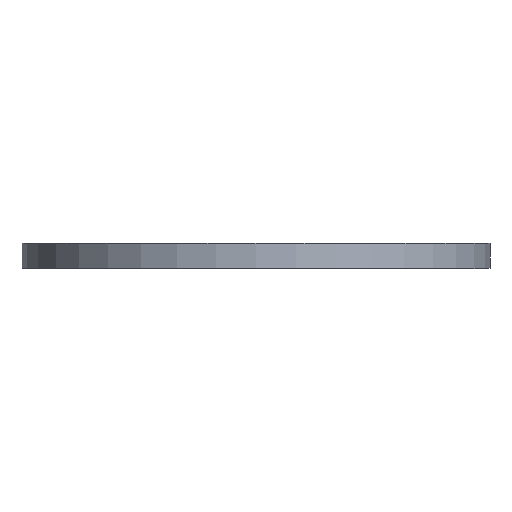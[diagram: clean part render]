
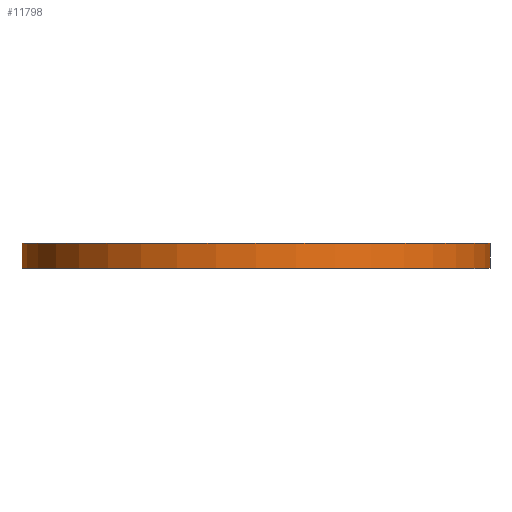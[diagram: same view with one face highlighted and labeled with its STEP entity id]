
A CAD part, top view. The second image highlights one B-rep face of the part: STEP entity #11798.
In plain terms, the highlighted cylindrical face has radius 75 mm (diameter 150 mm), a partial arc.
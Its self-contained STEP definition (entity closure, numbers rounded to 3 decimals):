
#811=FACE_OUTER_BOUND('',#1509,.T.);
#1509=EDGE_LOOP('',(#8387,#8388,#8389,#8390));
#2339=LINE('',#16507,#3911);
#2341=LINE('',#16515,#3913);
#3911=VECTOR('',#13324,10.);
#3913=VECTOR('',#13332,10.);
#5485=CIRCLE('',#12516,75.);
#5486=CIRCLE('',#12517,75.);
#5584=VERTEX_POINT('',#16504);
#5585=VERTEX_POINT('',#16506);
#5587=VERTEX_POINT('',#16512);
#5588=VERTEX_POINT('',#16514);
#6702=EDGE_CURVE('',#5584,#5585,#2339,.T.);
#6705=EDGE_CURVE('',#5584,#5587,#5485,.T.);
#6706=EDGE_CURVE('',#5588,#5587,#2341,.T.);
#6707=EDGE_CURVE('',#5585,#5588,#5486,.T.);
#8387=ORIENTED_EDGE('',*,*,#6702,.F.);
#8388=ORIENTED_EDGE('',*,*,#6705,.T.);
#8389=ORIENTED_EDGE('',*,*,#6706,.F.);
#8390=ORIENTED_EDGE('',*,*,#6707,.F.);
#11748=CYLINDRICAL_SURFACE('',#12515,75.);
#11798=ADVANCED_FACE('',(#811),#11748,.T.);
#12515=AXIS2_PLACEMENT_3D('',#16511,#13328,#13329);
#12516=AXIS2_PLACEMENT_3D('',#16513,#13330,#13331);
#12517=AXIS2_PLACEMENT_3D('',#16516,#13333,#13334);
#13324=DIRECTION('',(0.,1.,0.));
#13328=DIRECTION('center_axis',(0.,1.,0.));
#13329=DIRECTION('ref_axis',(0.,0.,1.));
#13330=DIRECTION('center_axis',(0.,1.,0.));
#13331=DIRECTION('ref_axis',(-0.326,0.,-0.945));
#13332=DIRECTION('',(0.,-1.,0.));
#13333=DIRECTION('center_axis',(0.,1.,0.));
#13334=DIRECTION('ref_axis',(-0.326,0.,-0.945));
#16504=CARTESIAN_POINT('',(-50.962,0.,-55.027));
#16506=CARTESIAN_POINT('',(-50.962,8.,-55.027));
#16507=CARTESIAN_POINT('',(-50.962,0.,-55.027));
#16511=CARTESIAN_POINT('Origin',(0.,0.,0.));
#16512=CARTESIAN_POINT('',(50.962,0.,-55.027));
#16513=CARTESIAN_POINT('Origin',(0.,0.,0.));
#16514=CARTESIAN_POINT('',(50.962,8.,-55.027));
#16515=CARTESIAN_POINT('',(50.962,0.,-55.027));
#16516=CARTESIAN_POINT('Origin',(0.,8.,0.));
